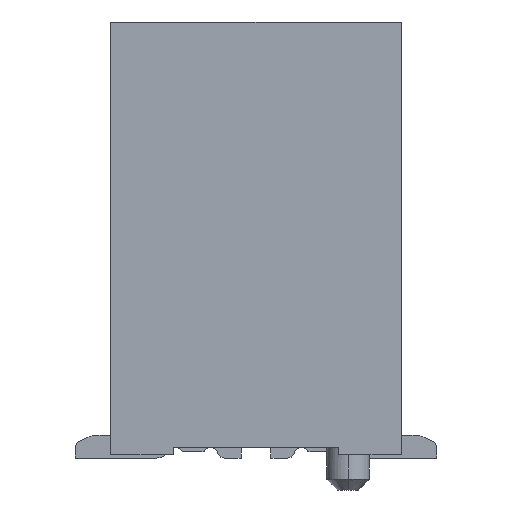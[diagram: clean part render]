
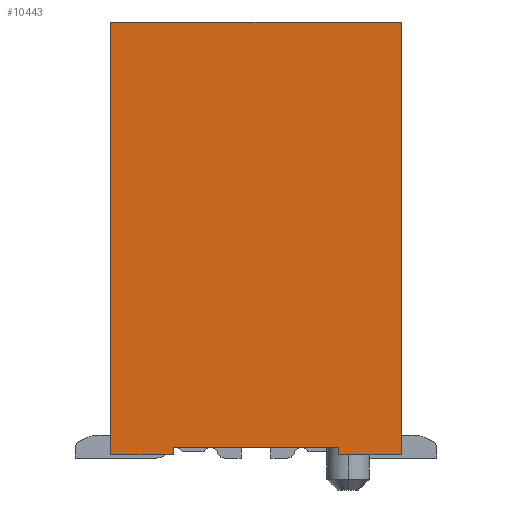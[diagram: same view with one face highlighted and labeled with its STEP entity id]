
A CAD part, left-side view. The second image highlights one B-rep face of the part: STEP entity #10443.
In plain terms, the highlighted planar face has unit normal (-1, 0, 0).
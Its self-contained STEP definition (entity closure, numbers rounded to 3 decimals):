
#37=DIRECTION('',(0.,-1.,0.));
#38=VECTOR('',#37,4.1);
#39=CARTESIAN_POINT('',(-2.9,2.05,6.1));
#40=LINE('',#39,#38);
#41=DIRECTION('',(0.,-1.,0.));
#42=VECTOR('',#41,0.885);
#43=CARTESIAN_POINT('',(-2.9,2.05,0.));
#44=LINE('',#43,#42);
#45=DIRECTION('',(0.,0.,1.));
#46=VECTOR('',#45,0.1);
#47=CARTESIAN_POINT('',(-2.9,1.165,0.));
#48=LINE('',#47,#46);
#65=DIRECTION('',(0.,-1.,0.));
#66=VECTOR('',#65,2.33);
#67=CARTESIAN_POINT('',(-2.9,1.165,0.1));
#68=LINE('',#67,#66);
#95=DIRECTION('',(0.,0.,1.));
#96=VECTOR('',#95,6.1);
#97=CARTESIAN_POINT('',(-2.9,-2.05,0.));
#98=LINE('',#97,#96);
#1769=DIRECTION('',(0.,0.,1.));
#1770=VECTOR('',#1769,6.1);
#1771=CARTESIAN_POINT('',(-2.9,2.05,0.));
#1772=LINE('',#1771,#1770);
#6340=DIRECTION('',(0.,-1.,0.));
#6341=VECTOR('',#6340,0.885);
#6342=CARTESIAN_POINT('',(-2.9,-1.165,0.));
#6343=LINE('',#6342,#6341);
#6384=DIRECTION('',(0.,0.,1.));
#6385=VECTOR('',#6384,0.1);
#6386=CARTESIAN_POINT('',(-2.9,-1.165,0.));
#6387=LINE('',#6386,#6385);
#8041=CARTESIAN_POINT('',(-2.9,2.05,6.1));
#8042=CARTESIAN_POINT('',(-2.9,-2.05,6.1));
#8043=VERTEX_POINT('',#8041);
#8044=VERTEX_POINT('',#8042);
#8091=CARTESIAN_POINT('',(-2.9,2.05,0.));
#8092=CARTESIAN_POINT('',(-2.9,1.165,0.));
#8093=VERTEX_POINT('',#8091);
#8094=VERTEX_POINT('',#8092);
#8095=CARTESIAN_POINT('',(-2.9,1.165,0.1));
#8096=VERTEX_POINT('',#8095);
#8097=CARTESIAN_POINT('',(-2.9,-1.165,0.1));
#8098=VERTEX_POINT('',#8097);
#8099=CARTESIAN_POINT('',(-2.9,-1.165,0.));
#8100=VERTEX_POINT('',#8099);
#8101=CARTESIAN_POINT('',(-2.9,-2.05,0.));
#8102=VERTEX_POINT('',#8101);
#10421=CARTESIAN_POINT('',(-2.9,0.,3.05));
#10422=DIRECTION('',(1.,0.,0.));
#10423=DIRECTION('',(0.,-1.,0.));
#10424=AXIS2_PLACEMENT_3D('',#10421,#10422,#10423);
#10425=PLANE('',#10424);
#10427=ORIENTED_EDGE('',*,*,#10426,.F.);
#10429=ORIENTED_EDGE('',*,*,#10428,.T.);
#10430=ORIENTED_EDGE('',*,*,#10366,.T.);
#10432=ORIENTED_EDGE('',*,*,#10431,.F.);
#10434=ORIENTED_EDGE('',*,*,#10433,.F.);
#10436=ORIENTED_EDGE('',*,*,#10435,.T.);
#10438=ORIENTED_EDGE('',*,*,#10437,.F.);
#10440=ORIENTED_EDGE('',*,*,#10439,.F.);
#10441=EDGE_LOOP('',(#10427,#10429,#10430,#10432,#10434,#10436,#10438,#10440));
#10442=FACE_OUTER_BOUND('',#10441,.F.);
#10443=ADVANCED_FACE('',(#10442),#10425,.F.);
#10366=EDGE_CURVE('',#8043,#8044,#40,.T.);
#10426=EDGE_CURVE('',#8093,#8094,#44,.T.);
#10428=EDGE_CURVE('',#8093,#8043,#1772,.T.);
#10431=EDGE_CURVE('',#8102,#8044,#98,.T.);
#10433=EDGE_CURVE('',#8100,#8102,#6343,.T.);
#10435=EDGE_CURVE('',#8100,#8098,#6387,.T.);
#10437=EDGE_CURVE('',#8096,#8098,#68,.T.);
#10439=EDGE_CURVE('',#8094,#8096,#48,.T.);
